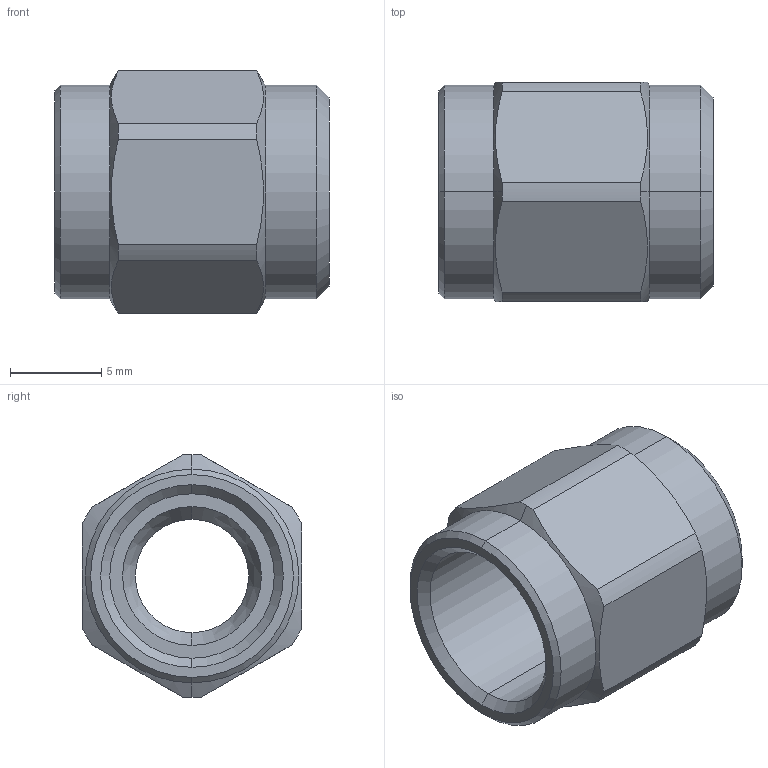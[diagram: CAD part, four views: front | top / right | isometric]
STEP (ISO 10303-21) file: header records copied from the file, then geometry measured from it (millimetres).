
FILE_DESCRIPTION (( 'STEP AP203' ), '1' );
FILE_NAME ('04-072-0.STEP', '2013-05-09T10:28:20', ( '.' ), ( '.' ), 'SwSTEP 2.0', 'SolidWorks 2012', '' );
FILE_SCHEMA (( 'CONFIG_CONTROL_DESIGN' ));
Length unit declared in the file: millimetre
Products named in the file (1): 04-072-0
Bounding box: 15 x 12 x 13.3 mm (x, y, z)
Volume: 970 mm3; surface area: 1083.8 mm2
Topology: 1 solids, 1 shells, 40 faces, 93 edges, 56 vertices
Faces by surface type: cylinder 17, cone 14, plane 9
Entity records: 1286 total; most frequent: CARTESIAN_POINT 282, DIRECTION 207, ORIENTED_EDGE 186, EDGE_CURVE 93, AXIS2_PLACEMENT_3D 85, VERTEX_POINT 56, CIRCLE 44, EDGE_LOOP 43
